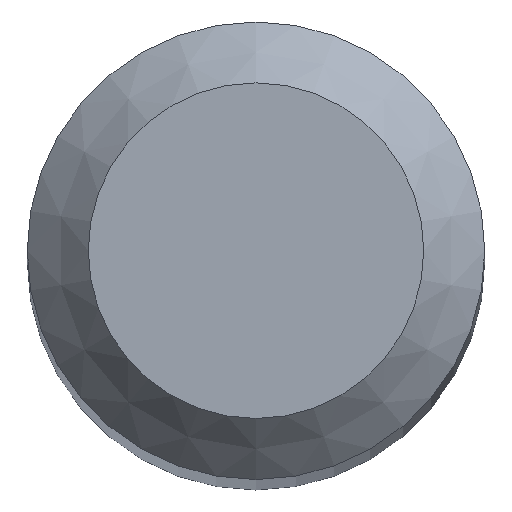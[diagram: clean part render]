
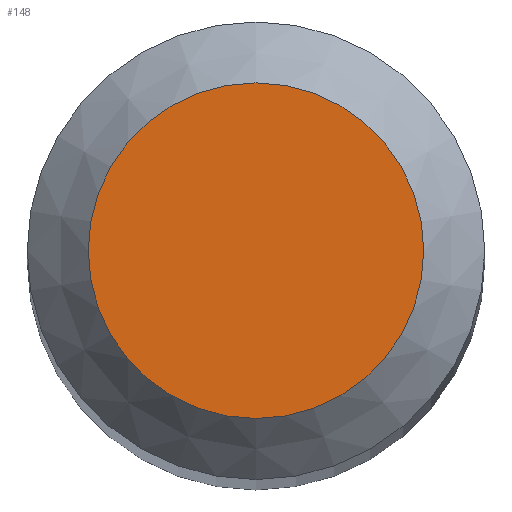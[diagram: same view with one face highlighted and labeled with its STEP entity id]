
A CAD part, top view. The second image highlights one B-rep face of the part: STEP entity #148.
In plain terms, the highlighted planar face has unit normal (0, 0, 1).
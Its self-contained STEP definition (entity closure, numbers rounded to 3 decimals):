
#18 = ORIENTED_EDGE ( 'NONE', *, *, #163, .F. ) ;
#36 = DIRECTION ( 'NONE',  ( 0., 0., -1. ) ) ;
#97 = EDGE_LOOP ( 'NONE', ( #18 ) ) ;
#104 = DIRECTION ( 'NONE',  ( 0., 1., 0. ) ) ;
#105 = CARTESIAN_POINT ( 'NONE',  ( 0., 0.55, 30. ) ) ;
#106 = AXIS2_PLACEMENT_3D ( 'NONE', #120, #190, #104 ) ;
#111 = VERTEX_POINT ( 'NONE', #105 ) ;
#119 = CARTESIAN_POINT ( 'NONE',  ( 0., 0., 30. ) ) ;
#120 = CARTESIAN_POINT ( 'NONE',  ( 0., 0., 30. ) ) ;
#122 = FACE_OUTER_BOUND ( 'NONE', #97, .T. ) ;
#148 = ADVANCED_FACE ( 'NONE', ( #122 ), #157, .F. ) ;
#157 = PLANE ( 'NONE',  #106 ) ;
#163 = EDGE_CURVE ( 'NONE', #111, #111, #183, .T. ) ;
#183 = CIRCLE ( 'NONE', #203, 0.55 ) ;
#190 = DIRECTION ( 'NONE',  ( 0., 0., -1. ) ) ;
#203 = AXIS2_PLACEMENT_3D ( 'NONE', #119, #36, #214 ) ;
#214 = DIRECTION ( 'NONE',  ( 0., 1., 0. ) ) ;
